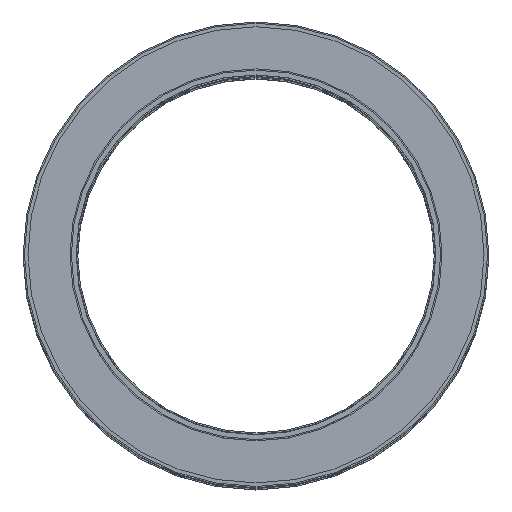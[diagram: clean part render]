
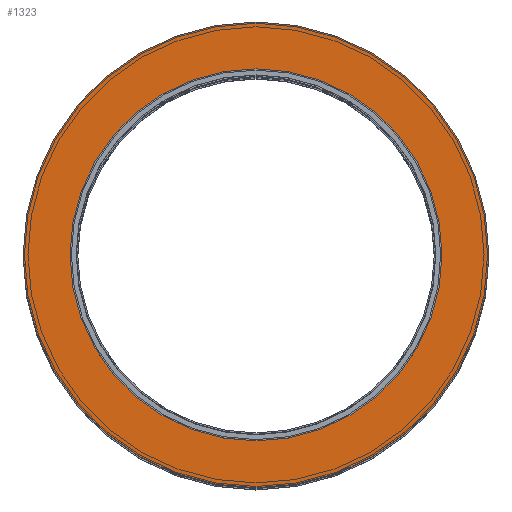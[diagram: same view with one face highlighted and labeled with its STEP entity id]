
A CAD part, top view. The second image highlights one B-rep face of the part: STEP entity #1323.
In plain terms, the highlighted planar face has unit normal (0, 0, 1).
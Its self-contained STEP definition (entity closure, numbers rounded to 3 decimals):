
#63 = VERTEX_POINT ( 'NONE', #526 ) ;
#78 = EDGE_CURVE ( 'NONE', #79, #63, #562, .T. ) ;
#79 = VERTEX_POINT ( 'NONE', #557 ) ;
#83 = EDGE_CURVE ( 'NONE', #85, #87, #616, .T. ) ;
#85 = VERTEX_POINT ( 'NONE', #607 ) ;
#87 = VERTEX_POINT ( 'NONE', #606 ) ;
#526 = CARTESIAN_POINT ( 'NONE',  ( -144.75, 0., 500. ) ) ;
#557 = CARTESIAN_POINT ( 'NONE',  ( 144.75, 0., 500. ) ) ;
#558 = DIRECTION ( 'NONE',  ( 1., 0., 0. ) ) ;
#559 = DIRECTION ( 'NONE',  ( 0., 0., 1. ) ) ;
#560 = CARTESIAN_POINT ( 'NONE',  ( 0., 0., 500. ) ) ;
#561 = AXIS2_PLACEMENT_3D ( 'NONE', #560, #559, #558 ) ;
#562 = CIRCLE ( 'NONE', #561, 144.75 ) ;
#606 = CARTESIAN_POINT ( 'NONE',  ( -181.25, 0., 500. ) ) ;
#607 = CARTESIAN_POINT ( 'NONE',  ( 181.25, 0., 500. ) ) ;
#612 = DIRECTION ( 'NONE',  ( 1., 0., 0. ) ) ;
#613 = DIRECTION ( 'NONE',  ( 0., 0., 1. ) ) ;
#614 = CARTESIAN_POINT ( 'NONE',  ( 0., 0., 500. ) ) ;
#615 = AXIS2_PLACEMENT_3D ( 'NONE', #614, #613, #612 ) ;
#616 = CIRCLE ( 'NONE', #615, 181.25 ) ;
#1255 = DIRECTION ( 'NONE',  ( 1., 0., 0. ) ) ;
#1256 = DIRECTION ( 'NONE',  ( 0., 0., 1. ) ) ;
#1257 = CARTESIAN_POINT ( 'NONE',  ( 0., 0., 500. ) ) ;
#1258 = AXIS2_PLACEMENT_3D ( 'NONE', #1257, #1256, #1255 ) ;
#1259 = DIRECTION ( 'NONE',  ( 1., 0., 0. ) ) ;
#1260 = DIRECTION ( 'NONE',  ( 0., 0., 1. ) ) ;
#1261 = AXIS2_PLACEMENT_3D ( 'NONE', #1263, #1260, #1259 ) ;
#1262 = CIRCLE ( 'NONE', #1258, 144.75 ) ;
#1263 = CARTESIAN_POINT ( 'NONE',  ( 0., 144.75, 500. ) ) ;
#1264 = PLANE ( 'NONE',  #1261 ) ;
#1265 = FACE_BOUND ( 'NONE', #1349, .T. ) ;
#1270 = FACE_OUTER_BOUND ( 'NONE', #1322, .T. ) ;
#1292 = DIRECTION ( 'NONE',  ( 1., 0., 0. ) ) ;
#1293 = DIRECTION ( 'NONE',  ( 0., 0., 1. ) ) ;
#1294 = CARTESIAN_POINT ( 'NONE',  ( 0., 0., 500. ) ) ;
#1295 = AXIS2_PLACEMENT_3D ( 'NONE', #1294, #1293, #1292 ) ;
#1296 = CIRCLE ( 'NONE', #1295, 181.25 ) ;
#1322 = EDGE_LOOP ( 'NONE', ( #1337, #1350 ) ) ;
#1323 = ADVANCED_FACE ( 'NONE', ( #1270, #1265 ), #1264, .T. ) ;
#1325 = EDGE_CURVE ( 'NONE', #63, #79, #1262, .T. ) ;
#1337 = ORIENTED_EDGE ( 'NONE', *, *, #83, .T. ) ;
#1346 = ORIENTED_EDGE ( 'NONE', *, *, #78, .F. ) ;
#1347 = EDGE_CURVE ( 'NONE', #87, #85, #1296, .T. ) ;
#1348 = ORIENTED_EDGE ( 'NONE', *, *, #1325, .F. ) ;
#1349 = EDGE_LOOP ( 'NONE', ( #1346, #1348 ) ) ;
#1350 = ORIENTED_EDGE ( 'NONE', *, *, #1347, .T. ) ;
